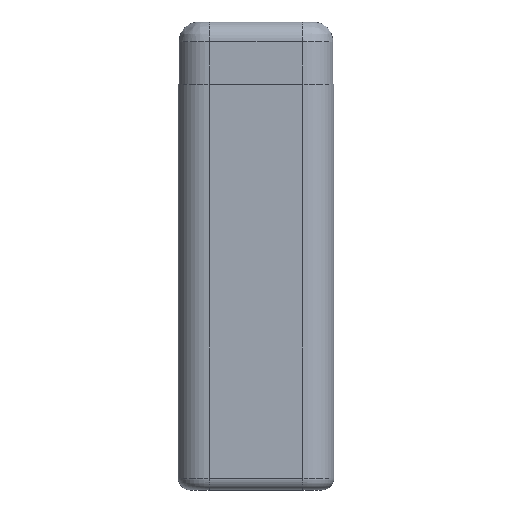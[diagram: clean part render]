
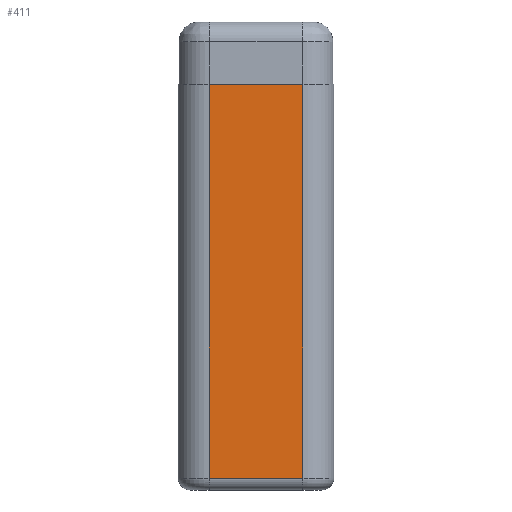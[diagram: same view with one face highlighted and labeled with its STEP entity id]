
A CAD part, front view. The second image highlights one B-rep face of the part: STEP entity #411.
In plain terms, the highlighted planar face has unit normal (0, -1, 0).
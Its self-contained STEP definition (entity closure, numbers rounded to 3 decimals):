
#23=PLANE('',#468);
#29=LINE('',#665,#53);
#37=LINE('',#713,#61);
#38=LINE('',#718,#62);
#39=LINE('',#719,#63);
#53=VECTOR('',#514,10.);
#61=VECTOR('',#554,10.);
#62=VECTOR('',#561,10.);
#63=VECTOR('',#562,10.);
#99=FACE_OUTER_BOUND('',#127,.T.);
#127=EDGE_LOOP('',(#319,#320,#321,#322));
#183=VERTEX_POINT('',#643);
#186=VERTEX_POINT('',#663);
#196=VERTEX_POINT('',#712);
#197=VERTEX_POINT('',#717);
#222=EDGE_CURVE('',#186,#183,#29,.T.);
#240=EDGE_CURVE('',#183,#196,#37,.T.);
#242=EDGE_CURVE('',#186,#197,#38,.T.);
#243=EDGE_CURVE('',#196,#197,#39,.T.);
#319=ORIENTED_EDGE('',*,*,#222,.F.);
#320=ORIENTED_EDGE('',*,*,#242,.T.);
#321=ORIENTED_EDGE('',*,*,#243,.F.);
#322=ORIENTED_EDGE('',*,*,#240,.F.);
#411=ADVANCED_FACE('',(#99),#23,.T.);
#468=AXIS2_PLACEMENT_3D('',#716,#559,#560);
#514=DIRECTION('',(-1.,0.,0.));
#554=DIRECTION('',(0.,0.,1.));
#559=DIRECTION('center_axis',(0.,-1.,0.));
#560=DIRECTION('ref_axis',(1.,0.,0.));
#561=DIRECTION('',(0.,0.,1.));
#562=DIRECTION('',(1.,0.,0.));
#643=CARTESIAN_POINT('',(4.,-7.,1.5));
#663=CARTESIAN_POINT('',(16.,-7.,1.5));
#665=CARTESIAN_POINT('',(7.,-7.,1.5));
#712=CARTESIAN_POINT('',(4.,-7.,52.));
#713=CARTESIAN_POINT('',(4.,-7.,0.));
#716=CARTESIAN_POINT('Origin',(4.,-7.,0.));
#717=CARTESIAN_POINT('',(16.,-7.,52.));
#718=CARTESIAN_POINT('',(16.,-7.,0.));
#719=CARTESIAN_POINT('',(16.,-7.,52.));
